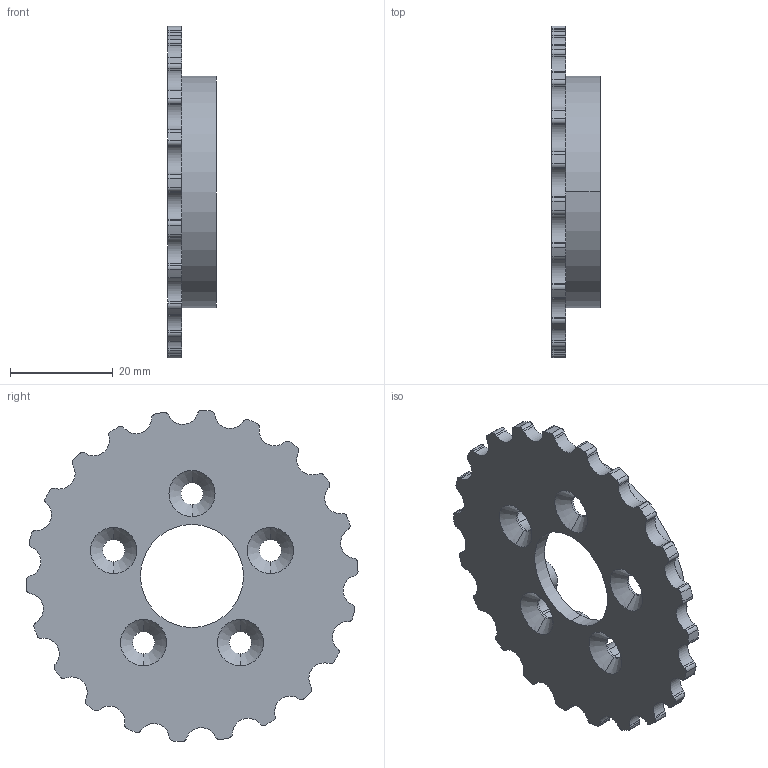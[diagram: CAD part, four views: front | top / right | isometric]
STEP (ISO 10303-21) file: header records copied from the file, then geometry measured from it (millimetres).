
FILE_DESCRIPTION (( 'STEP AP214' ), '1' );
FILE_NAME ('Quote 1 Pin Clutch Arm_Weapon.STEP', '2025-08-28T22:52:54', ( '' ), ( '' ), 'SwSTEP 2.0', 'SolidWorks 2024', '' );
FILE_SCHEMA (( 'AUTOMOTIVE_DESIGN' ));
Length unit declared in the file: millimetre
Products named in the file (1): Quote 1 Pin Clutch Arm_Weapon
Bounding box: 9.35 x 64.48 x 64.39 mm (x, y, z)
Volume: 10143.3 mm3; surface area: 8045.2 mm2
Topology: 1 solids, 1 shells, 222 faces, 644 edges, 426 vertices
Faces by surface type: cylinder 164, plane 48, cone 10
Entity records: 7533 total; most frequent: DIRECTION 1428, CARTESIAN_POINT 1293, ORIENTED_EDGE 1288, EDGE_CURVE 644, AXIS2_PLACEMENT_3D 561, VERTEX_POINT 426, CIRCLE 338, VECTOR 306
